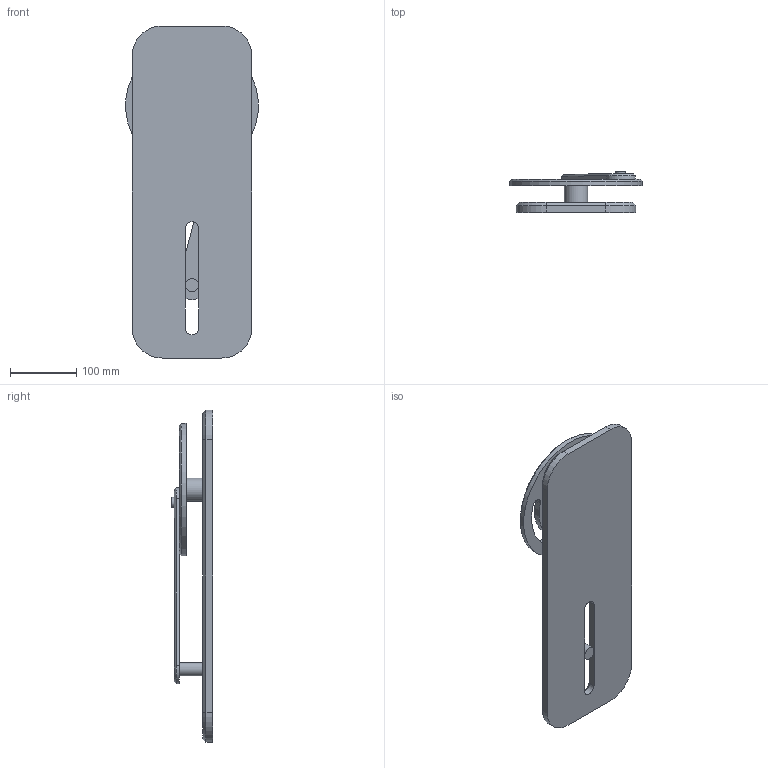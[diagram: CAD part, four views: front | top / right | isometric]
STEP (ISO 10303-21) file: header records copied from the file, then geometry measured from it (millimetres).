
FILE_DESCRIPTION (( 'STEP AP214' ), '1' );
FILE_NAME ('Assembly.STEP', '2015-03-21T18:43:28', ( '' ), ( '' ), 'SwSTEP 2.0', 'SolidWorks 2014', '' );
FILE_SCHEMA (( 'AUTOMOTIVE_DESIGN' ));
Length unit declared in the file: millimetre
Products named in the file (4): Arm^Mecanismo_Conjunto; Wheel^Mecanismo_Conjunto; Base^Mecanismo_Conjunto; Assembly
Assembly tree (3 placements, depth 2):
  Assembly
    Base^Mecanismo_Conjunto
    Wheel^Mecanismo_Conjunto
    Arm^Mecanismo_Conjunto
Bounding box: 199.47 x 62 x 500 mm (x, y, z)
Volume: 1691645 mm3; surface area: 294036.2 mm2
Topology: 3 solids, 3 shells, 54 faces, 116 edges, 72 vertices
Faces by surface type: plane 26, cylinder 19, cone 9
Full cylindrical faces by diameter (mm): 15 x2, 18 x2, 20 x1, 35 x1, 200 x1
Entity records: 1580 total; most frequent: DIRECTION 274, CARTESIAN_POINT 238, ORIENTED_EDGE 214, EDGE_CURVE 107, AXIS2_PLACEMENT_3D 107, EDGE_LOOP 74, VERTEX_POINT 71, FACE_OUTER_BOUND 61
